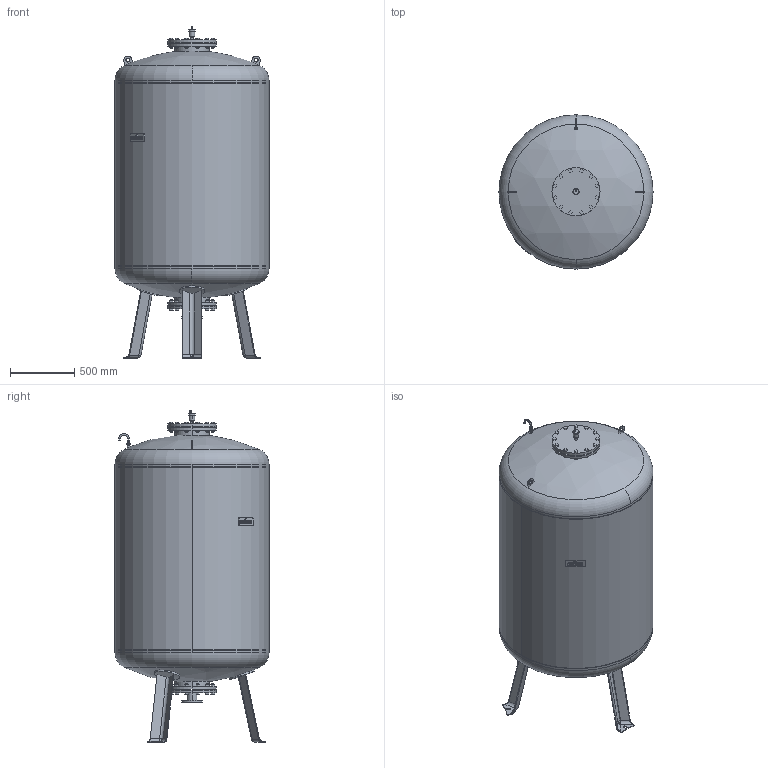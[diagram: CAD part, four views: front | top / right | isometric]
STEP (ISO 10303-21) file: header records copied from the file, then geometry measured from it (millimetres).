
FILE_DESCRIPTION((''),'2;1');
FILE_NAME('3d_GF2000-6930405.stp','2009-12-29T14:30:38',(''),(''),'Mechanical Desktop 2008','Mechanical Desktop 2008',', , ');
FILE_SCHEMA(('CONFIG_CONTROL_DESIGN'));
Length unit declared in the file: millimetre
Products named in the file (1): Product
Bounding box: 1200 x 1200 x 2587 mm (x, y, z)
Volume: 2022107288.5 mm3; surface area: 14931771.9 mm2
Topology: 20 solids, 20 shells, 863 faces, 2070 edges, 1342 vertices
Faces by surface type: plane 529, cylinder 214, cone 66, bspline 37, sphere 11, torus 6
Entity records: 25808 total; most frequent: CARTESIAN_POINT 5146, DIRECTION 4310, ORIENTED_EDGE 4116, EDGE_CURVE 2058, VECTOR 1444, LINE 1444, AXIS2_PLACEMENT_3D 1433, VERTEX_POINT 1342
